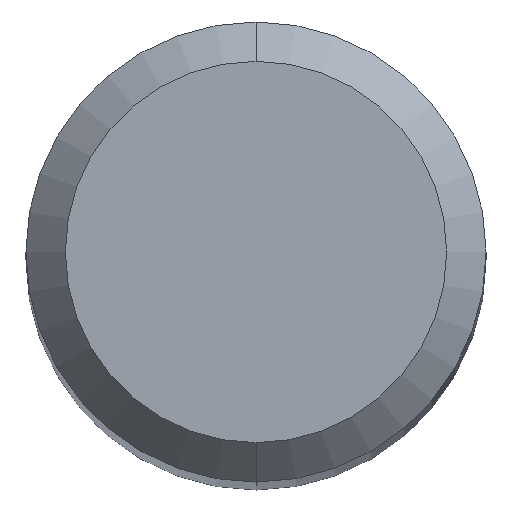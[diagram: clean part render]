
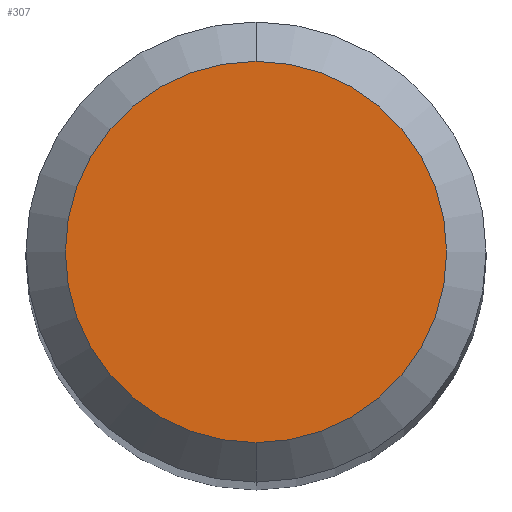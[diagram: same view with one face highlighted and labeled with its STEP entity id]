
A CAD part, top view. The second image highlights one B-rep face of the part: STEP entity #307.
In plain terms, the highlighted planar face has unit normal (0, 0, 1).
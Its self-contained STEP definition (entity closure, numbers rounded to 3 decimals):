
#151=EDGE_CURVE('',#187,#213,#367,.T.);
#187=VERTEX_POINT('',#408);
#213=VERTEX_POINT('',#437);
#261=EDGE_CURVE('',#213,#187,#494,.T.);
#307=ADVANCED_FACE('',(#544),#545,.T.);
#367=CIRCLE('',#611,1.45);
#408=CARTESIAN_POINT('',(0.0,1.45,0.0));
#437=CARTESIAN_POINT('',(0.,-1.45,0.0));
#494=CIRCLE('',#769,1.45);
#544=FACE_OUTER_BOUND('',#836,.T.);
#545=PLANE('',#837);
#611=AXIS2_PLACEMENT_3D('',#887,#888,#889);
#769=AXIS2_PLACEMENT_3D('',#1065,#1066,#1067);
#836=EDGE_LOOP('',(#1114,#1115));
#837=AXIS2_PLACEMENT_3D('',#1116,#1117,#1118);
#887=CARTESIAN_POINT('',(0.0,0.0,0.0));
#888=DIRECTION('',(0.0,0.0,-1.0));
#889=DIRECTION('',(0.0,1.0,0.0));
#1065=CARTESIAN_POINT('',(0.0,0.0,0.0));
#1066=DIRECTION('',(0.0,0.0,-1.0));
#1067=DIRECTION('',(0.0,1.0,0.0));
#1114=ORIENTED_EDGE('',*,*,#151,.F.);
#1115=ORIENTED_EDGE('',*,*,#261,.F.);
#1116=CARTESIAN_POINT('',(0.0,0.725,0.0));
#1117=DIRECTION('',(-0.0,0.0,1.0));
#1118=DIRECTION('',(0.0,-1.0,0.0));
